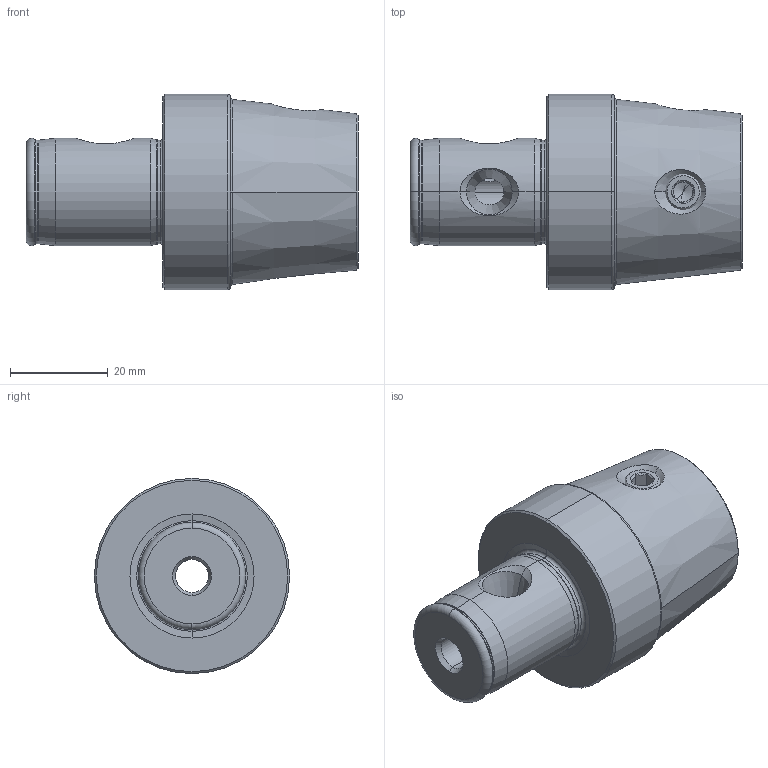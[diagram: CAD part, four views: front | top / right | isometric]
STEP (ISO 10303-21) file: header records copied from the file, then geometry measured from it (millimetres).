
FILE_DESCRIPTION (( 'STEP AP203' ), '1' );
FILE_NAME ('A84.040.032.040.STEP', '2018-03-13T14:17:57', ( 'SWIAdmin' ), ( 'Hewlett-Packard Company' ), 'SwSTEP 2.0', 'SolidWorks 2017', '' );
FILE_SCHEMA (( 'CONFIG_CONTROL_DESIGN' ));
Length unit declared in the file: millimetre
Products named in the file (3): WH4-WH3.K01.040_A; WH3-ER1.001.010; A84.040.032.040
Assembly tree (3 placements, depth 2):
  A84.040.032.040
    WH4-WH3.K01.040_A
    WH3-ER1.001.010  x2
Bounding box: 68 x 40 x 40 mm (x, y, z)
Volume: 44914.8 mm3; surface area: 11913.1 mm2
Topology: 3 solids, 3 shells, 128 faces, 285 edges, 158 vertices
Faces by surface type: cone 48, plane 32, torus 24, cylinder 24
Entity records: 3613 total; most frequent: CARTESIAN_POINT 1047, DIRECTION 518, ORIENTED_EDGE 442, EDGE_CURVE 221, AXIS2_PLACEMENT_3D 218, VERTEX_POINT 123, CIRCLE 112, EDGE_LOOP 108
